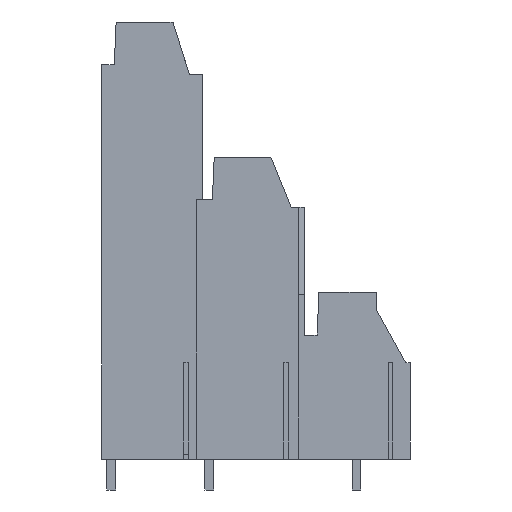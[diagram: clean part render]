
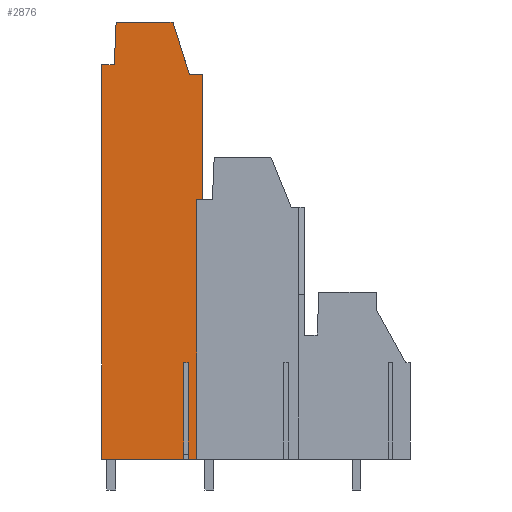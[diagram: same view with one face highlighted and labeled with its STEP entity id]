
A CAD part, left-side view. The second image highlights one B-rep face of the part: STEP entity #2876.
In plain terms, the highlighted planar face has unit normal (-1, 0, 0).
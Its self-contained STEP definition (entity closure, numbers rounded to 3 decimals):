
#2792=AXIS2_PLACEMENT_3D('Plane Axis2P3D',#2789,#2790,#2791) ;
#1884=CARTESIAN_POINT('Vertex',(2.54,22.131,3.2)) ;
#1887=CARTESIAN_POINT('Line Origine',(2.54,22.578,3.2)) ;
#1891=CARTESIAN_POINT('Vertex',(2.54,23.025,3.2)) ;
#1940=CARTESIAN_POINT('Vertex',(2.54,23.475,3.2)) ;
#1943=CARTESIAN_POINT('Line Origine',(2.54,27.738,3.2)) ;
#1947=CARTESIAN_POINT('Vertex',(2.54,32.,3.2)) ;
#2746=CARTESIAN_POINT('Vertex',(2.54,23.025,13.2)) ;
#2749=CARTESIAN_POINT('Line Origine',(2.54,23.25,13.2)) ;
#2753=CARTESIAN_POINT('Vertex',(2.54,23.475,13.2)) ;
#2777=CARTESIAN_POINT('Line Origine',(2.54,23.025,8.2)) ;
#2789=CARTESIAN_POINT('Axis2P3D Location',(2.54,21.84,31.2)) ;
#2794=CARTESIAN_POINT('Line Origine',(2.54,22.131,16.625)) ;
#2798=CARTESIAN_POINT('Vertex',(2.54,22.131,30.05)) ;
#2801=CARTESIAN_POINT('Line Origine',(2.54,21.811,30.05)) ;
#2805=CARTESIAN_POINT('Vertex',(2.54,21.49,30.05)) ;
#2808=CARTESIAN_POINT('Line Origine',(2.54,21.49,36.525)) ;
#2812=CARTESIAN_POINT('Vertex',(2.54,21.49,43.)) ;
#2815=CARTESIAN_POINT('Line Origine',(2.54,22.194,43.)) ;
#2819=CARTESIAN_POINT('Vertex',(2.54,22.898,43.)) ;
#2822=CARTESIAN_POINT('Line Origine',(2.54,23.745,45.735)) ;
#2826=CARTESIAN_POINT('Vertex',(2.54,24.592,48.47)) ;
#2829=CARTESIAN_POINT('Line Origine',(2.54,27.54,48.47)) ;
#2833=CARTESIAN_POINT('Vertex',(2.54,30.488,48.47)) ;
#2836=CARTESIAN_POINT('Line Origine',(2.54,30.584,46.26)) ;
#2840=CARTESIAN_POINT('Vertex',(2.54,30.681,44.05)) ;
#2843=CARTESIAN_POINT('Line Origine',(2.54,31.34,44.05)) ;
#2847=CARTESIAN_POINT('Vertex',(2.54,32.,44.05)) ;
#2850=CARTESIAN_POINT('Line Origine',(2.54,32.,23.625)) ;
#2855=CARTESIAN_POINT('Line Origine',(2.54,23.475,8.2)) ;
#1888=DIRECTION('Vector Direction',(0.,1.,0.)) ;
#1944=DIRECTION('Vector Direction',(0.,1.,0.)) ;
#2750=DIRECTION('Vector Direction',(0.,-1.,0.)) ;
#2778=DIRECTION('Vector Direction',(0.,0.,1.)) ;
#2790=DIRECTION('Axis2P3D Direction',(1.,0.,0.)) ;
#2791=DIRECTION('Axis2P3D XDirection',(0.,1.,0.)) ;
#2795=DIRECTION('Vector Direction',(0.,0.,-1.)) ;
#2802=DIRECTION('Vector Direction',(0.,1.,0.)) ;
#2809=DIRECTION('Vector Direction',(0.,0.,1.)) ;
#2816=DIRECTION('Vector Direction',(0.,-1.,0.)) ;
#2823=DIRECTION('Vector Direction',(0.,-0.296,-0.955)) ;
#2830=DIRECTION('Vector Direction',(0.,1.,0.)) ;
#2837=DIRECTION('Vector Direction',(0.,-0.044,0.999)) ;
#2844=DIRECTION('Vector Direction',(0.,-1.,0.)) ;
#2851=DIRECTION('Vector Direction',(0.,0.,1.)) ;
#2856=DIRECTION('Vector Direction',(0.,0.,1.)) ;
#1889=VECTOR('Line Direction',#1888,1.) ;
#1945=VECTOR('Line Direction',#1944,1.) ;
#2751=VECTOR('Line Direction',#2750,1.) ;
#2779=VECTOR('Line Direction',#2778,1.) ;
#2796=VECTOR('Line Direction',#2795,1.) ;
#2803=VECTOR('Line Direction',#2802,1.) ;
#2810=VECTOR('Line Direction',#2809,1.) ;
#2817=VECTOR('Line Direction',#2816,1.) ;
#2824=VECTOR('Line Direction',#2823,1.) ;
#2831=VECTOR('Line Direction',#2830,1.) ;
#2838=VECTOR('Line Direction',#2837,1.) ;
#2845=VECTOR('Line Direction',#2844,1.) ;
#2852=VECTOR('Line Direction',#2851,1.) ;
#2857=VECTOR('Line Direction',#2856,1.) ;
#2861=ORIENTED_EDGE('',*,*,#2800,.F.) ;
#2862=ORIENTED_EDGE('',*,*,#2807,.F.) ;
#2863=ORIENTED_EDGE('',*,*,#2814,.T.) ;
#2864=ORIENTED_EDGE('',*,*,#2821,.F.) ;
#2865=ORIENTED_EDGE('',*,*,#2828,.F.) ;
#2866=ORIENTED_EDGE('',*,*,#2835,.T.) ;
#2867=ORIENTED_EDGE('',*,*,#2842,.F.) ;
#2868=ORIENTED_EDGE('',*,*,#2849,.F.) ;
#2869=ORIENTED_EDGE('',*,*,#2854,.F.) ;
#2870=ORIENTED_EDGE('',*,*,#1949,.F.) ;
#2871=ORIENTED_EDGE('',*,*,#2859,.T.) ;
#2872=ORIENTED_EDGE('',*,*,#2755,.T.) ;
#2873=ORIENTED_EDGE('',*,*,#2781,.F.) ;
#2874=ORIENTED_EDGE('',*,*,#1893,.F.) ;
#2876=ADVANCED_FACE('housing',(#2875),#2793,.F.) ;
#1893=EDGE_CURVE('',#1885,#1892,#1890,.T.) ;
#1949=EDGE_CURVE('',#1941,#1948,#1946,.T.) ;
#2755=EDGE_CURVE('',#2754,#2747,#2752,.T.) ;
#2781=EDGE_CURVE('',#1892,#2747,#2780,.T.) ;
#2800=EDGE_CURVE('',#2799,#1885,#2797,.T.) ;
#2807=EDGE_CURVE('',#2806,#2799,#2804,.T.) ;
#2814=EDGE_CURVE('',#2806,#2813,#2811,.T.) ;
#2821=EDGE_CURVE('',#2820,#2813,#2818,.T.) ;
#2828=EDGE_CURVE('',#2827,#2820,#2825,.T.) ;
#2835=EDGE_CURVE('',#2827,#2834,#2832,.T.) ;
#2842=EDGE_CURVE('',#2841,#2834,#2839,.T.) ;
#2849=EDGE_CURVE('',#2848,#2841,#2846,.T.) ;
#2854=EDGE_CURVE('',#1948,#2848,#2853,.T.) ;
#2859=EDGE_CURVE('',#1941,#2754,#2858,.T.) ;
#2860=EDGE_LOOP('',(#2861,#2862,#2863,#2864,#2865,#2866,#2867,#2868,#2869,#2870,#2871,#2872,#2873,#2874)) ;
#2875=FACE_OUTER_BOUND('',#2860,.T.) ;
#1890=LINE('Line',#1887,#1889) ;
#1946=LINE('Line',#1943,#1945) ;
#2752=LINE('Line',#2749,#2751) ;
#2780=LINE('Line',#2777,#2779) ;
#2797=LINE('Line',#2794,#2796) ;
#2804=LINE('Line',#2801,#2803) ;
#2811=LINE('Line',#2808,#2810) ;
#2818=LINE('Line',#2815,#2817) ;
#2825=LINE('Line',#2822,#2824) ;
#2832=LINE('Line',#2829,#2831) ;
#2839=LINE('Line',#2836,#2838) ;
#2846=LINE('Line',#2843,#2845) ;
#2853=LINE('Line',#2850,#2852) ;
#2858=LINE('Line',#2855,#2857) ;
#2793=PLANE('',#2792) ;
#1885=VERTEX_POINT('',#1884) ;
#1892=VERTEX_POINT('',#1891) ;
#1941=VERTEX_POINT('',#1940) ;
#1948=VERTEX_POINT('',#1947) ;
#2747=VERTEX_POINT('',#2746) ;
#2754=VERTEX_POINT('',#2753) ;
#2799=VERTEX_POINT('',#2798) ;
#2806=VERTEX_POINT('',#2805) ;
#2813=VERTEX_POINT('',#2812) ;
#2820=VERTEX_POINT('',#2819) ;
#2827=VERTEX_POINT('',#2826) ;
#2834=VERTEX_POINT('',#2833) ;
#2841=VERTEX_POINT('',#2840) ;
#2848=VERTEX_POINT('',#2847) ;
